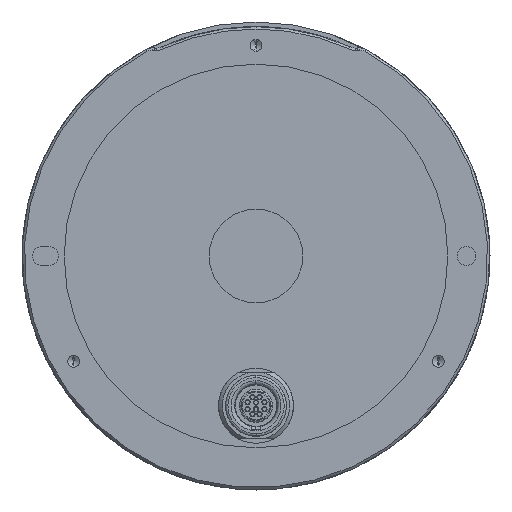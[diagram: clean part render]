
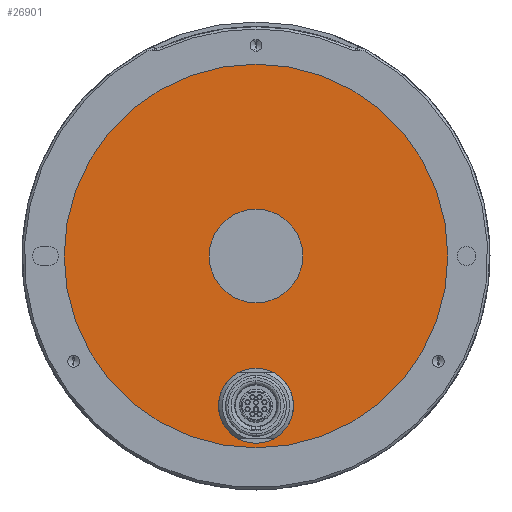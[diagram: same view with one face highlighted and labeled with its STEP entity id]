
A CAD part, front view. The second image highlights one B-rep face of the part: STEP entity #26901.
In plain terms, the highlighted planar face has unit normal (0, -1, 0).
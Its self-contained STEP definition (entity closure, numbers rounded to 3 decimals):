
#253 = CIRCLE ( 'NONE', #3092, 0.5 ) ;
#317 = DIRECTION ( 'NONE',  ( 0., 1., 0. ) ) ;
#1025 = AXIS2_PLACEMENT_3D ( 'NONE', #6984, #18382, #12701 ) ;
#1216 = ORIENTED_EDGE ( 'NONE', *, *, #22562, .T. ) ;
#1524 = VERTEX_POINT ( 'NONE', #2521 ) ;
#1933 = CARTESIAN_POINT ( 'NONE',  ( 0., 1.2, 0. ) ) ;
#1936 = DIRECTION ( 'NONE',  ( 0., 0., 1. ) ) ;
#2076 = CARTESIAN_POINT ( 'NONE',  ( 0., 1.2, -38.05 ) ) ;
#2416 = AXIS2_PLACEMENT_3D ( 'NONE', #11677, #12209, #6486 ) ;
#2521 = CARTESIAN_POINT ( 'NONE',  ( 5.05, 1.2, -34.832 ) ) ;
#2966 = AXIS2_PLACEMENT_3D ( 'NONE', #19389, #11758, #8893 ) ;
#3092 = AXIS2_PLACEMENT_3D ( 'NONE', #24145, #21631, #10360 ) ;
#3199 = CIRCLE ( 'NONE', #34653, 0.5 ) ;
#3493 = CIRCLE ( 'NONE', #24067, 0.5 ) ;
#3651 = ORIENTED_EDGE ( 'NONE', *, *, #24813, .F. ) ;
#3888 = VERTEX_POINT ( 'NONE', #21339 ) ;
#3989 = CARTESIAN_POINT ( 'NONE',  ( 5.05, 1.2, -35.832 ) ) ;
#4086 = AXIS2_PLACEMENT_3D ( 'NONE', #13162, #7796, #29967 ) ;
#4608 = CARTESIAN_POINT ( 'NONE',  ( 0., 1.2, -32. ) ) ;
#4691 = CIRCLE ( 'NONE', #2416, 10. ) ;
#4792 = DIRECTION ( 'NONE',  ( 0., 1., 0. ) ) ;
#4954 = CARTESIAN_POINT ( 'NONE',  ( 5.05, 1.2, -28.668 ) ) ;
#5079 = ORIENTED_EDGE ( 'NONE', *, *, #22652, .T. ) ;
#5184 = ORIENTED_EDGE ( 'NONE', *, *, #29489, .T. ) ;
#5270 = VECTOR ( 'NONE', #1936, 1000. ) ;
#5310 = EDGE_CURVE ( 'NONE', #16280, #6692, #253, .T. ) ;
#5335 = CARTESIAN_POINT ( 'NONE',  ( 0., 1.2, 0. ) ) ;
#6066 = VERTEX_POINT ( 'NONE', #7082 ) ;
#6320 = CARTESIAN_POINT ( 'NONE',  ( -5.05, 1.2, -29.168 ) ) ;
#6486 = DIRECTION ( 'NONE',  ( 0., 0., -1. ) ) ;
#6692 = VERTEX_POINT ( 'NONE', #13109 ) ;
#6984 = CARTESIAN_POINT ( 'NONE',  ( 0., 1.2, 0. ) ) ;
#7082 = CARTESIAN_POINT ( 'NONE',  ( 0., 1.2, -10. ) ) ;
#7628 = DIRECTION ( 'NONE',  ( 0., 0., -1. ) ) ;
#7674 = FACE_BOUND ( 'NONE', #33166, .T. ) ;
#7686 = CARTESIAN_POINT ( 'NONE',  ( 4.758, 1.2, -35.737 ) ) ;
#7796 = DIRECTION ( 'NONE',  ( 0., -1., 0. ) ) ;
#8272 = ORIENTED_EDGE ( 'NONE', *, *, #21573, .T. ) ;
#8340 = VERTEX_POINT ( 'NONE', #6320 ) ;
#8870 = EDGE_CURVE ( 'NONE', #28881, #17086, #30712, .T. ) ;
#8893 = DIRECTION ( 'NONE',  ( 0., 0., -1. ) ) ;
#8906 = AXIS2_PLACEMENT_3D ( 'NONE', #13737, #317, #14087 ) ;
#9020 = VERTEX_POINT ( 'NONE', #7686 ) ;
#9035 = EDGE_LOOP ( 'NONE', ( #3651, #31308 ) ) ;
#9332 = VERTEX_POINT ( 'NONE', #3989 ) ;
#10345 = DIRECTION ( 'NONE',  ( 0., 0., -1. ) ) ;
#10360 = DIRECTION ( 'NONE',  ( 0., 0., -1. ) ) ;
#10708 = CARTESIAN_POINT ( 'NONE',  ( 4.758, 1.2, -28.263 ) ) ;
#10763 = EDGE_CURVE ( 'NONE', #8340, #3888, #26960, .T. ) ;
#11677 = CARTESIAN_POINT ( 'NONE',  ( 0., 1.2, 0. ) ) ;
#11758 = DIRECTION ( 'NONE',  ( 0., 1., 0. ) ) ;
#11769 = LINE ( 'NONE', #25873, #11771 ) ;
#11771 = VECTOR ( 'NONE', #30716, 1000. ) ;
#12007 = CIRCLE ( 'NONE', #16555, 41. ) ;
#12191 = CIRCLE ( 'NONE', #4086, 10. ) ;
#12209 = DIRECTION ( 'NONE',  ( 0., -1., 0. ) ) ;
#12230 = ORIENTED_EDGE ( 'NONE', *, *, #25784, .T. ) ;
#12701 = DIRECTION ( 'NONE',  ( 0., 0., -1. ) ) ;
#13109 = CARTESIAN_POINT ( 'NONE',  ( -5.05, 1.2, -34.832 ) ) ;
#13162 = CARTESIAN_POINT ( 'NONE',  ( 0., 1.2, 0. ) ) ;
#13437 = CIRCLE ( 'NONE', #32276, 6.05 ) ;
#13587 = DIRECTION ( 'NONE',  ( 0., 1., 0. ) ) ;
#13737 = CARTESIAN_POINT ( 'NONE',  ( 5.05, 1.2, -35.332 ) ) ;
#14066 = ORIENTED_EDGE ( 'NONE', *, *, #10763, .T. ) ;
#14087 = DIRECTION ( 'NONE',  ( 0., 0., -1. ) ) ;
#14479 = AXIS2_PLACEMENT_3D ( 'NONE', #5335, #16246, #26447 ) ;
#14627 = CIRCLE ( 'NONE', #8906, 0.5 ) ;
#15016 = EDGE_CURVE ( 'NONE', #3888, #21707, #13437, .T. ) ;
#16130 = EDGE_CURVE ( 'NONE', #9332, #9020, #3199, .T. ) ;
#16203 = DIRECTION ( 'NONE',  ( 0., 1., 0. ) ) ;
#16210 = VERTEX_POINT ( 'NONE', #28893 ) ;
#16246 = DIRECTION ( 'NONE',  ( 0., -1., 0. ) ) ;
#16280 = VERTEX_POINT ( 'NONE', #29067 ) ;
#16555 = AXIS2_PLACEMENT_3D ( 'NONE', #1933, #23761, #34700 ) ;
#17086 = VERTEX_POINT ( 'NONE', #23228 ) ;
#17420 = CIRCLE ( 'NONE', #32877, 0.5 ) ;
#17691 = CIRCLE ( 'NONE', #33741, 6.05 ) ;
#17928 = ORIENTED_EDGE ( 'NONE', *, *, #8870, .T. ) ;
#17956 = ORIENTED_EDGE ( 'NONE', *, *, #31404, .T. ) ;
#18382 = DIRECTION ( 'NONE',  ( 0., -1., 0. ) ) ;
#18712 = LINE ( 'NONE', #26438, #5270 ) ;
#19389 = CARTESIAN_POINT ( 'NONE',  ( -5.05, 1.2, -28.668 ) ) ;
#20378 = CARTESIAN_POINT ( 'NONE',  ( 0., 1.2, -32. ) ) ;
#20659 = ORIENTED_EDGE ( 'NONE', *, *, #31377, .T. ) ;
#21045 = DIRECTION ( 'NONE',  ( 0., 0., -1. ) ) ;
#21339 = CARTESIAN_POINT ( 'NONE',  ( -4.758, 1.2, -28.263 ) ) ;
#21573 = EDGE_CURVE ( 'NONE', #33075, #16280, #17420, .T. ) ;
#21631 = DIRECTION ( 'NONE',  ( 0., 1., 0. ) ) ;
#21707 = VERTEX_POINT ( 'NONE', #10708 ) ;
#21889 = ORIENTED_EDGE ( 'NONE', *, *, #32673, .T. ) ;
#22562 = EDGE_CURVE ( 'NONE', #1524, #9332, #14627, .T. ) ;
#22652 = EDGE_CURVE ( 'NONE', #16210, #1524, #11769, .T. ) ;
#22908 = DIRECTION ( 'NONE',  ( 0., 0., -1. ) ) ;
#23228 = CARTESIAN_POINT ( 'NONE',  ( 0., 1.2, 41. ) ) ;
#23761 = DIRECTION ( 'NONE',  ( 0., -1., 0. ) ) ;
#23883 = DIRECTION ( 'NONE',  ( 0., 0., -1. ) ) ;
#23946 = PLANE ( 'NONE',  #14479 ) ;
#24067 = AXIS2_PLACEMENT_3D ( 'NONE', #4954, #24085, #35032 ) ;
#24085 = DIRECTION ( 'NONE',  ( 0., 1., 0. ) ) ;
#24145 = CARTESIAN_POINT ( 'NONE',  ( -5.05, 1.2, -35.332 ) ) ;
#24306 = FACE_BOUND ( 'NONE', #9035, .T. ) ;
#24813 = EDGE_CURVE ( 'NONE', #6066, #25676, #12191, .T. ) ;
#25396 = CARTESIAN_POINT ( 'NONE',  ( 0., 1.2, 10. ) ) ;
#25648 = ORIENTED_EDGE ( 'NONE', *, *, #15016, .T. ) ;
#25676 = VERTEX_POINT ( 'NONE', #25396 ) ;
#25784 = EDGE_CURVE ( 'NONE', #6692, #8340, #18712, .T. ) ;
#25873 = CARTESIAN_POINT ( 'NONE',  ( 5.05, 1.2, -35.332 ) ) ;
#26103 = FACE_OUTER_BOUND ( 'NONE', #33567, .T. ) ;
#26438 = CARTESIAN_POINT ( 'NONE',  ( -5.05, 1.2, -35.332 ) ) ;
#26447 = DIRECTION ( 'NONE',  ( 0., 0., -1. ) ) ;
#26901 = ADVANCED_FACE ( 'NONE', ( #26103, #24306, #7674 ), #23946, .T. ) ;
#26960 = CIRCLE ( 'NONE', #2966, 0.5 ) ;
#28516 = CARTESIAN_POINT ( 'NONE',  ( -4.758, 1.2, -35.737 ) ) ;
#28607 = CIRCLE ( 'NONE', #33203, 6.05 ) ;
#28881 = VERTEX_POINT ( 'NONE', #32421 ) ;
#28893 = CARTESIAN_POINT ( 'NONE',  ( 5.05, 1.2, -29.168 ) ) ;
#29067 = CARTESIAN_POINT ( 'NONE',  ( -5.05, 1.2, -35.832 ) ) ;
#29489 = EDGE_CURVE ( 'NONE', #21707, #16210, #3493, .T. ) ;
#29967 = DIRECTION ( 'NONE',  ( 0., 0., -1. ) ) ;
#30149 = CARTESIAN_POINT ( 'NONE',  ( 0., 1.2, -32. ) ) ;
#30640 = EDGE_CURVE ( 'NONE', #25676, #6066, #4691, .T. ) ;
#30712 = CIRCLE ( 'NONE', #1025, 41. ) ;
#30716 = DIRECTION ( 'NONE',  ( 0., 0., -1. ) ) ;
#30840 = ORIENTED_EDGE ( 'NONE', *, *, #16130, .T. ) ;
#31308 = ORIENTED_EDGE ( 'NONE', *, *, #30640, .F. ) ;
#31377 = EDGE_CURVE ( 'NONE', #9020, #32480, #17691, .T. ) ;
#31404 = EDGE_CURVE ( 'NONE', #17086, #28881, #12007, .T. ) ;
#31585 = DIRECTION ( 'NONE',  ( 0., 1., 0. ) ) ;
#32276 = AXIS2_PLACEMENT_3D ( 'NONE', #20378, #34213, #22908 ) ;
#32421 = CARTESIAN_POINT ( 'NONE',  ( 0., 1.2, -41. ) ) ;
#32480 = VERTEX_POINT ( 'NONE', #2076 ) ;
#32673 = EDGE_CURVE ( 'NONE', #32480, #33075, #28607, .T. ) ;
#32877 = AXIS2_PLACEMENT_3D ( 'NONE', #34888, #13587, #10345 ) ;
#33075 = VERTEX_POINT ( 'NONE', #28516 ) ;
#33166 = EDGE_LOOP ( 'NONE', ( #14066, #25648, #5184, #5079, #1216, #30840, #20659, #21889, #8272, #33303, #12230 ) ) ;
#33203 = AXIS2_PLACEMENT_3D ( 'NONE', #30149, #16203, #7628 ) ;
#33303 = ORIENTED_EDGE ( 'NONE', *, *, #5310, .T. ) ;
#33567 = EDGE_LOOP ( 'NONE', ( #17928, #17956 ) ) ;
#33741 = AXIS2_PLACEMENT_3D ( 'NONE', #4608, #4792, #21045 ) ;
#34213 = DIRECTION ( 'NONE',  ( 0., 1., 0. ) ) ;
#34653 = AXIS2_PLACEMENT_3D ( 'NONE', #34992, #31585, #23883 ) ;
#34700 = DIRECTION ( 'NONE',  ( 0., 0., -1. ) ) ;
#34888 = CARTESIAN_POINT ( 'NONE',  ( -5.05, 1.2, -35.332 ) ) ;
#34992 = CARTESIAN_POINT ( 'NONE',  ( 5.05, 1.2, -35.332 ) ) ;
#35032 = DIRECTION ( 'NONE',  ( 0., 0., -1. ) ) ;
